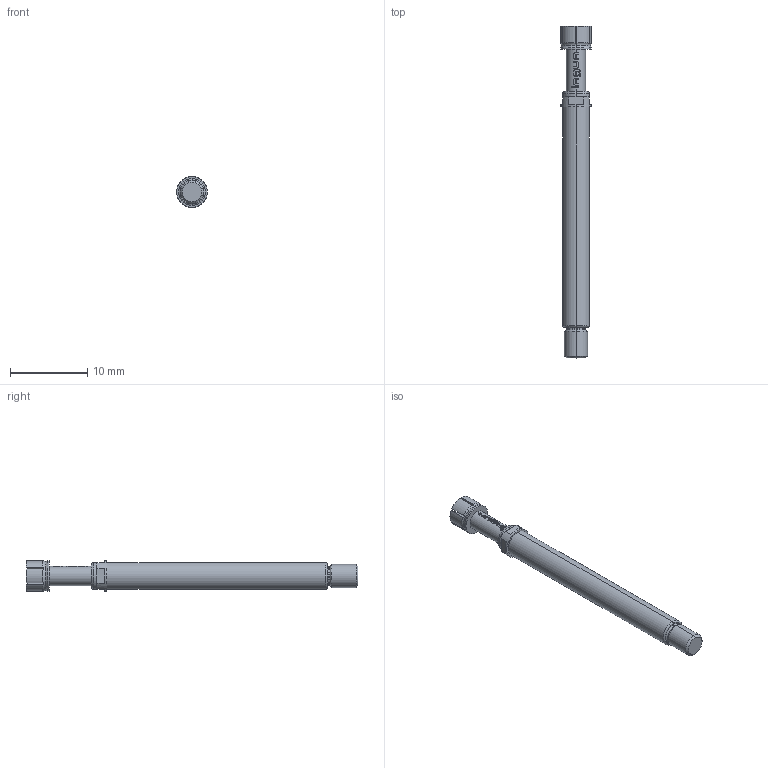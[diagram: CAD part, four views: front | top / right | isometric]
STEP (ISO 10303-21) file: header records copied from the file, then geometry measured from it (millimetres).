
FILE_DESCRIPTION (( 'STEP AP203' ), '1' );
FILE_NAME ('INGUN_HSS-150_319_400_A_xx02_M.STEP', '2022-02-02T13:38:41', ( 'ochi' ), ( '' ), 'SwSTEP 2.0', 'SolidWorks 2018', '' );
FILE_SCHEMA (( 'CONFIG_CONTROL_DESIGN' ));
Length unit declared in the file: millimetre
Products named in the file (1): INGUN_HSS-150_319_400_A_xx02_M
Bounding box: 4 x 43.1 x 4 mm (x, y, z)
Volume: 376.1 mm3; surface area: 527.7 mm2
Topology: 1 solids, 1 shells, 147 faces, 399 edges, 261 vertices
Faces by surface type: plane 68, cylinder 30, bspline 22, cone 17, torus 10
Entity records: 5131 total; most frequent: CARTESIAN_POINT 1516, ORIENTED_EDGE 798, DIRECTION 672, EDGE_CURVE 399, AXIS2_PLACEMENT_3D 269, VERTEX_POINT 261, EDGE_LOOP 154, FACE_OUTER_BOUND 147
